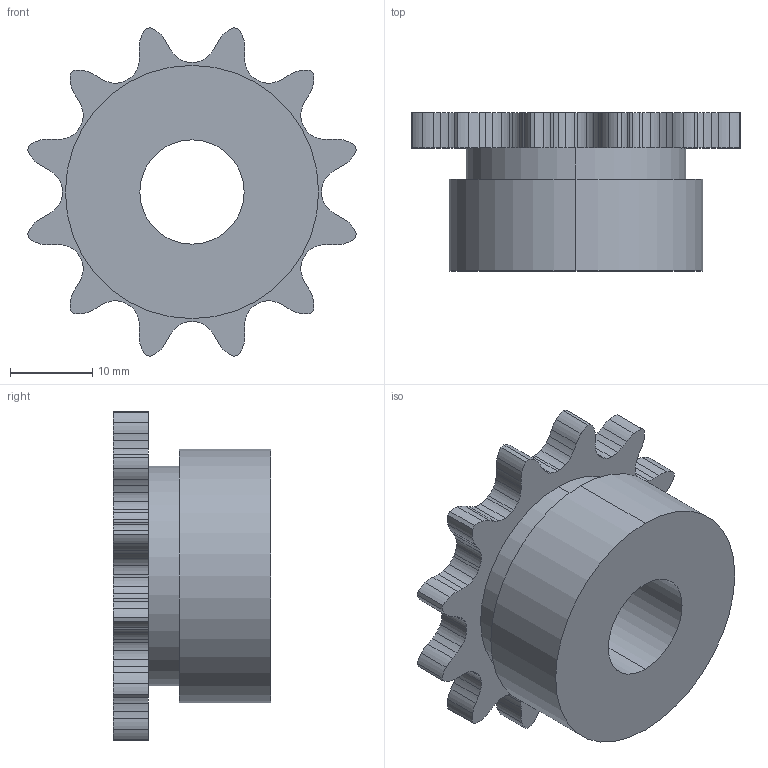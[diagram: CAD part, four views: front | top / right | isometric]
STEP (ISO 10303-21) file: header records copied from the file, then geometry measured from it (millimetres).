
FILE_DESCRIPTION((''),'2;1');
FILE_NAME('rcss-3812.stp','2001-12-29T13:06:47',('Administrator'),(''),'Autodesk Inventor (tm) 3.0','Autodesk Inventor (tm) 3.0','');
FILE_SCHEMA(('CONFIG_CONTROL_DESIGN'));
Length unit declared in the file: inch
Products named in the file (1): rcss-3812
Bounding box: 40.08 x 19.25 x 40.08 mm (x, y, z)
Volume: 12303.3 mm3; surface area: 5016.2 mm2
Topology: 1 solids, 1 shells, 178 faces, 522 edges, 348 vertices
Faces by surface type: cylinder 150, plane 28
Entity records: 6187 total; most frequent: DIRECTION 1180, CARTESIAN_POINT 1049, ORIENTED_EDGE 1044, EDGE_CURVE 522, AXIS2_PLACEMENT_3D 479, VERTEX_POINT 348, CIRCLE 300, VECTOR 222
